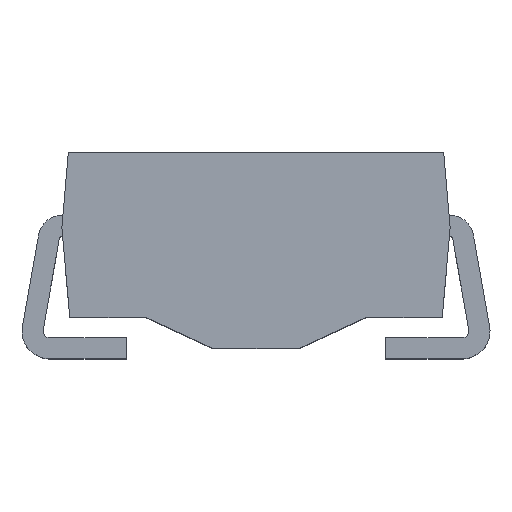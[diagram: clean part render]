
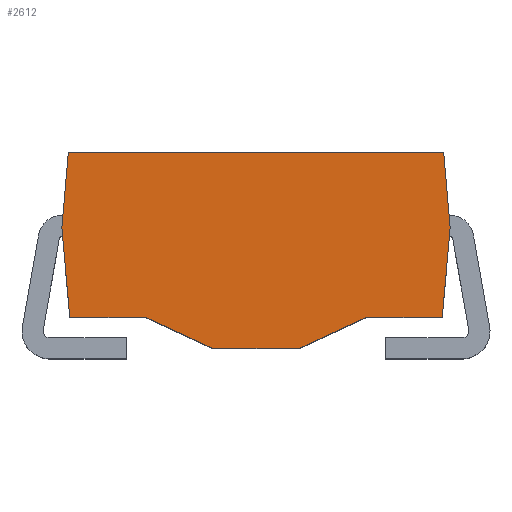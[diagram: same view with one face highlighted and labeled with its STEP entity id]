
A CAD part, top view. The second image highlights one B-rep face of the part: STEP entity #2612.
In plain terms, the highlighted planar face has unit normal (0, 0, 1).
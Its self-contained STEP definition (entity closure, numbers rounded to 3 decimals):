
#83=LINE('',#3461,#240);
#97=LINE('',#3691,#254);
#104=LINE('',#3704,#261);
#106=LINE('',#3708,#263);
#108=LINE('',#3712,#265);
#110=LINE('',#3716,#267);
#112=LINE('',#3720,#269);
#114=LINE('',#3724,#271);
#118=LINE('',#3732,#275);
#125=LINE('',#3745,#282);
#240=VECTOR('',#2855,1000.);
#254=VECTOR('',#2873,1000.);
#261=VECTOR('',#2882,1000.);
#263=VECTOR('',#2886,1000.);
#265=VECTOR('',#2890,1000.);
#267=VECTOR('',#2894,1000.);
#269=VECTOR('',#2898,1000.);
#271=VECTOR('',#2902,1000.);
#275=VECTOR('',#2908,1000.);
#282=VECTOR('',#2917,1000.);
#521=ORIENTED_EDGE('',*,*,#1038,.T.);
#522=ORIENTED_EDGE('',*,*,#1108,.T.);
#523=ORIENTED_EDGE('',*,*,#1101,.T.);
#524=ORIENTED_EDGE('',*,*,#1097,.T.);
#525=ORIENTED_EDGE('',*,*,#1095,.T.);
#526=ORIENTED_EDGE('',*,*,#1093,.T.);
#527=ORIENTED_EDGE('',*,*,#1091,.T.);
#528=ORIENTED_EDGE('',*,*,#1089,.T.);
#529=ORIENTED_EDGE('',*,*,#1087,.T.);
#530=ORIENTED_EDGE('',*,*,#1080,.T.);
#1038=EDGE_CURVE('',#1344,#1343,#83,.T.);
#1080=EDGE_CURVE('',#1384,#1344,#97,.T.);
#1087=EDGE_CURVE('',#1389,#1384,#104,.T.);
#1089=EDGE_CURVE('',#1390,#1389,#106,.T.);
#1091=EDGE_CURVE('',#1391,#1390,#108,.T.);
#1093=EDGE_CURVE('',#1392,#1391,#110,.T.);
#1095=EDGE_CURVE('',#1393,#1392,#112,.T.);
#1097=EDGE_CURVE('',#1394,#1393,#114,.T.);
#1101=EDGE_CURVE('',#1397,#1394,#118,.T.);
#1108=EDGE_CURVE('',#1343,#1397,#125,.T.);
#1343=VERTEX_POINT('',#3460);
#1344=VERTEX_POINT('',#3462);
#1384=VERTEX_POINT('',#3692);
#1389=VERTEX_POINT('',#3705);
#1390=VERTEX_POINT('',#3709);
#1391=VERTEX_POINT('',#3713);
#1392=VERTEX_POINT('',#3717);
#1393=VERTEX_POINT('',#3721);
#1394=VERTEX_POINT('',#3725);
#1397=VERTEX_POINT('',#3733);
#1658=EDGE_LOOP('',(#521,#522,#523,#524,#525,#526,#527,#528,#529,#530));
#1783=FACE_BOUND('',#1658,.T.);
#1900=PLANE('',#2737);
#2612=ADVANCED_FACE('',(#1783),#1900,.T.);
#2737=AXIS2_PLACEMENT_3D('',#3746,#2918,#2919);
#2855=DIRECTION('',(-1.,0.,0.));
#2873=DIRECTION('',(-0.087,0.996,0.));
#2882=DIRECTION('',(0.087,0.996,0.));
#2886=DIRECTION('',(1.,0.,0.));
#2890=DIRECTION('',(0.908,0.42,0.));
#2894=DIRECTION('',(1.,0.,0.));
#2898=DIRECTION('',(0.908,-0.42,0.));
#2902=DIRECTION('',(1.,0.,0.));
#2908=DIRECTION('',(0.087,-0.996,0.));
#2917=DIRECTION('',(-0.087,-0.996,0.));
#2918=DIRECTION('',(0.,0.,1.));
#2919=DIRECTION('',(1.,0.,0.));
#3460=CARTESIAN_POINT('',(-2.049,1.005,1.335));
#3461=CARTESIAN_POINT('',(2.087,1.005,1.335));
#3462=CARTESIAN_POINT('',(2.049,1.005,1.335));
#3691=CARTESIAN_POINT('',(2.12,0.193,1.335));
#3692=CARTESIAN_POINT('',(2.12,0.193,1.335));
#3704=CARTESIAN_POINT('',(2.027,-0.869,1.335));
#3705=CARTESIAN_POINT('',(2.034,-0.789,1.335));
#3708=CARTESIAN_POINT('',(1.209,-0.789,1.335));
#3709=CARTESIAN_POINT('',(1.209,-0.789,1.335));
#3712=CARTESIAN_POINT('',(0.462,-1.134,1.335));
#3713=CARTESIAN_POINT('',(0.472,-1.13,1.335));
#3716=CARTESIAN_POINT('',(-0.5,-1.13,1.335));
#3717=CARTESIAN_POINT('',(-0.472,-1.13,1.335));
#3720=CARTESIAN_POINT('',(-1.241,-0.774,1.335));
#3721=CARTESIAN_POINT('',(-1.209,-0.789,1.335));
#3724=CARTESIAN_POINT('',(-2.065,-0.789,1.335));
#3725=CARTESIAN_POINT('',(-2.034,-0.789,1.335));
#3732=CARTESIAN_POINT('',(-2.121,0.201,1.335));
#3733=CARTESIAN_POINT('',(-2.12,0.193,1.335));
#3745=CARTESIAN_POINT('',(-2.049,1.002,1.335));
#3746=CARTESIAN_POINT('',(0.,0.,1.335));
